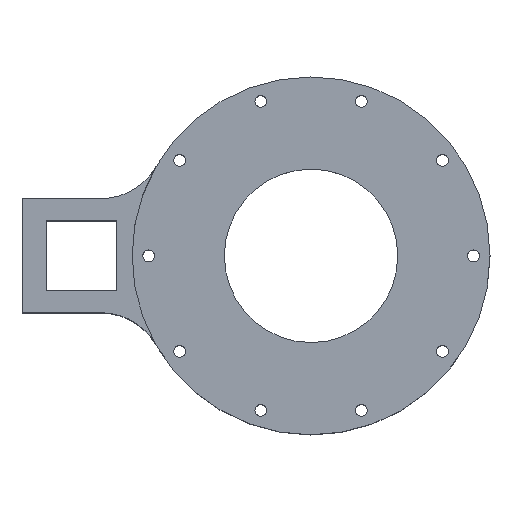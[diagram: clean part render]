
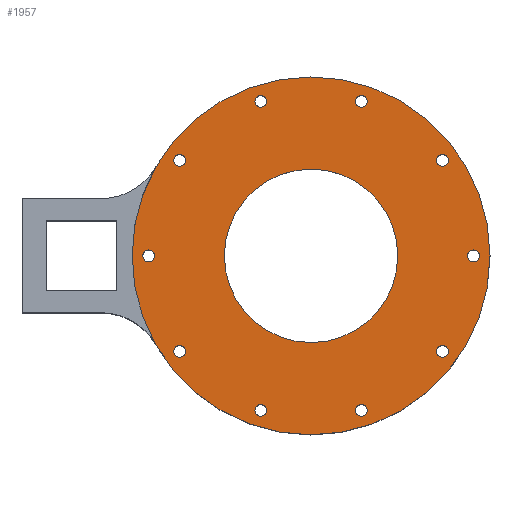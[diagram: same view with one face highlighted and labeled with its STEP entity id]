
A CAD part, top view. The second image highlights one B-rep face of the part: STEP entity #1957.
In plain terms, the highlighted planar face has unit normal (0, 0, 1).
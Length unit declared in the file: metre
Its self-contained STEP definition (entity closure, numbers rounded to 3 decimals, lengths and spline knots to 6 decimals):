
#251=ORIENTED_EDGE('',*,*,#791,.T.);
#252=ORIENTED_EDGE('',*,*,#792,.F.);
#253=ORIENTED_EDGE('',*,*,#793,.F.);
#254=ORIENTED_EDGE('',*,*,#794,.F.);
#255=ORIENTED_EDGE('',*,*,#795,.F.);
#256=ORIENTED_EDGE('',*,*,#796,.F.);
#257=ORIENTED_EDGE('',*,*,#797,.F.);
#258=ORIENTED_EDGE('',*,*,#798,.F.);
#259=ORIENTED_EDGE('',*,*,#799,.F.);
#260=ORIENTED_EDGE('',*,*,#800,.F.);
#261=ORIENTED_EDGE('',*,*,#801,.F.);
#262=ORIENTED_EDGE('',*,*,#802,.F.);
#263=ORIENTED_EDGE('',*,*,#803,.F.);
#791=EDGE_CURVE('',#1061,#1061,#1267,.T.);
#792=EDGE_CURVE('',#1062,#1062,#1268,.F.);
#793=EDGE_CURVE('',#1063,#1063,#1269,.F.);
#794=EDGE_CURVE('',#1064,#1064,#1270,.F.);
#795=EDGE_CURVE('',#1065,#1065,#1271,.F.);
#796=EDGE_CURVE('',#1066,#1066,#1272,.F.);
#797=EDGE_CURVE('',#1067,#1067,#1273,.F.);
#798=EDGE_CURVE('',#1068,#1068,#1274,.F.);
#799=EDGE_CURVE('',#1069,#1069,#1275,.F.);
#800=EDGE_CURVE('',#1070,#1070,#1276,.F.);
#801=EDGE_CURVE('',#1071,#1071,#1277,.F.);
#802=EDGE_CURVE('',#1072,#1073,#1278,.T.);
#803=EDGE_CURVE('',#1073,#1072,#1279,.T.);
#1061=VERTEX_POINT('',#3113);
#1062=VERTEX_POINT('',#3115);
#1063=VERTEX_POINT('',#3117);
#1064=VERTEX_POINT('',#3119);
#1065=VERTEX_POINT('',#3121);
#1066=VERTEX_POINT('',#3123);
#1067=VERTEX_POINT('',#3125);
#1068=VERTEX_POINT('',#3127);
#1069=VERTEX_POINT('',#3129);
#1070=VERTEX_POINT('',#3131);
#1071=VERTEX_POINT('',#3133);
#1072=VERTEX_POINT('',#3135);
#1073=VERTEX_POINT('',#3136);
#1267=CIRCLE('',#2092,0.0315);
#1268=CIRCLE('',#2093,0.00215);
#1269=CIRCLE('',#2094,0.00215);
#1270=CIRCLE('',#2095,0.00215);
#1271=CIRCLE('',#2096,0.00215);
#1272=CIRCLE('',#2097,0.00215);
#1273=CIRCLE('',#2098,0.00215);
#1274=CIRCLE('',#2099,0.00215);
#1275=CIRCLE('',#2100,0.00215);
#1276=CIRCLE('',#2101,0.00215);
#1277=CIRCLE('',#2102,0.00215);
#1278=CIRCLE('',#2103,0.065);
#1279=CIRCLE('',#2104,0.065);
#1459=EDGE_LOOP('',(#251));
#1460=EDGE_LOOP('',(#252));
#1461=EDGE_LOOP('',(#253));
#1462=EDGE_LOOP('',(#254));
#1463=EDGE_LOOP('',(#255));
#1464=EDGE_LOOP('',(#256));
#1465=EDGE_LOOP('',(#257));
#1466=EDGE_LOOP('',(#258));
#1467=EDGE_LOOP('',(#259));
#1468=EDGE_LOOP('',(#260));
#1469=EDGE_LOOP('',(#261));
#1470=EDGE_LOOP('',(#262,#263));
#1689=FACE_BOUND('',#1459,.T.);
#1690=FACE_BOUND('',#1460,.T.);
#1691=FACE_BOUND('',#1461,.T.);
#1692=FACE_BOUND('',#1462,.T.);
#1693=FACE_BOUND('',#1463,.T.);
#1694=FACE_BOUND('',#1464,.T.);
#1695=FACE_BOUND('',#1465,.T.);
#1696=FACE_BOUND('',#1466,.T.);
#1697=FACE_BOUND('',#1467,.T.);
#1698=FACE_BOUND('',#1468,.T.);
#1699=FACE_BOUND('',#1469,.T.);
#1700=FACE_BOUND('',#1470,.T.);
#1919=PLANE('',#2091);
#1957=ADVANCED_FACE('',(#1689,#1690,#1691,#1692,#1693,#1694,#1695,#1696,
#1697,#1698,#1699,#1700),#1919,.F.);
#2091=AXIS2_PLACEMENT_3D('',#3111,#2406,#2407);
#2092=AXIS2_PLACEMENT_3D('',#3112,#2408,#2409);
#2093=AXIS2_PLACEMENT_3D('',#3114,#2410,#2411);
#2094=AXIS2_PLACEMENT_3D('',#3116,#2412,#2413);
#2095=AXIS2_PLACEMENT_3D('',#3118,#2414,#2415);
#2096=AXIS2_PLACEMENT_3D('',#3120,#2416,#2417);
#2097=AXIS2_PLACEMENT_3D('',#3122,#2418,#2419);
#2098=AXIS2_PLACEMENT_3D('',#3124,#2420,#2421);
#2099=AXIS2_PLACEMENT_3D('',#3126,#2422,#2423);
#2100=AXIS2_PLACEMENT_3D('',#3128,#2424,#2425);
#2101=AXIS2_PLACEMENT_3D('',#3130,#2426,#2427);
#2102=AXIS2_PLACEMENT_3D('',#3132,#2428,#2429);
#2103=AXIS2_PLACEMENT_3D('',#3134,#2430,#2431);
#2104=AXIS2_PLACEMENT_3D('',#3137,#2432,#2433);
#2406=DIRECTION('',(0.,0.,-1.));
#2407=DIRECTION('',(1.,0.,0.));
#2408=DIRECTION('',(0.,0.,-1.));
#2409=DIRECTION('',(-1.,0.,0.));
#2410=DIRECTION('',(0.,0.,-1.));
#2411=DIRECTION('',(-1.,0.,0.));
#2412=DIRECTION('',(0.,0.,-1.));
#2413=DIRECTION('',(-1.,0.,0.));
#2414=DIRECTION('',(0.,0.,-1.));
#2415=DIRECTION('',(-1.,0.,0.));
#2416=DIRECTION('',(0.,0.,-1.));
#2417=DIRECTION('',(-1.,0.,0.));
#2418=DIRECTION('',(0.,0.,-1.));
#2419=DIRECTION('',(-1.,0.,0.));
#2420=DIRECTION('',(0.,0.,-1.));
#2421=DIRECTION('',(-1.,0.,0.));
#2422=DIRECTION('',(0.,0.,-1.));
#2423=DIRECTION('',(-1.,0.,0.));
#2424=DIRECTION('',(0.,0.,-1.));
#2425=DIRECTION('',(-1.,0.,0.));
#2426=DIRECTION('',(0.,0.,-1.));
#2427=DIRECTION('',(-1.,0.,0.));
#2428=DIRECTION('',(0.,0.,-1.));
#2429=DIRECTION('',(-1.,0.,0.));
#2430=DIRECTION('',(0.,0.,-1.));
#2431=DIRECTION('',(-1.,0.,0.));
#2432=DIRECTION('',(0.,0.,-1.));
#2433=DIRECTION('',(-1.,0.,0.));
#3111=CARTESIAN_POINT('',(0.,0.,0.028));
#3112=CARTESIAN_POINT('',(0.,0.,0.028));
#3113=CARTESIAN_POINT('',(-0.0315,0.,0.028));
#3114=CARTESIAN_POINT('',(-0.047732,0.034679,0.028));
#3115=CARTESIAN_POINT('',(-0.049882,0.034679,0.028));
#3116=CARTESIAN_POINT('',(-0.018232,0.056112,0.028));
#3117=CARTESIAN_POINT('',(-0.020382,0.056112,0.028));
#3118=CARTESIAN_POINT('',(0.018232,0.056112,0.028));
#3119=CARTESIAN_POINT('',(0.016082,0.056112,0.028));
#3120=CARTESIAN_POINT('',(0.047732,0.034679,0.028));
#3121=CARTESIAN_POINT('',(0.045582,0.034679,0.028));
#3122=CARTESIAN_POINT('',(0.059,0.,0.028));
#3123=CARTESIAN_POINT('',(0.05685,0.,0.028));
#3124=CARTESIAN_POINT('',(0.047732,-0.034679,0.028));
#3125=CARTESIAN_POINT('',(0.045582,-0.034679,0.028));
#3126=CARTESIAN_POINT('',(0.018232,-0.056112,0.028));
#3127=CARTESIAN_POINT('',(0.016082,-0.056112,0.028));
#3128=CARTESIAN_POINT('',(-0.018232,-0.056112,0.028));
#3129=CARTESIAN_POINT('',(-0.020382,-0.056112,0.028));
#3130=CARTESIAN_POINT('',(-0.047732,-0.034679,0.028));
#3131=CARTESIAN_POINT('',(-0.049882,-0.034679,0.028));
#3132=CARTESIAN_POINT('',(-0.059,0.,0.028));
#3133=CARTESIAN_POINT('',(-0.06115,0.,0.028));
#3134=CARTESIAN_POINT('',(0.,0.,0.028));
#3135=CARTESIAN_POINT('',(-0.056443,-0.032237,0.028));
#3136=CARTESIAN_POINT('',(-0.056443,0.032237,0.028));
#3137=CARTESIAN_POINT('',(0.,0.,0.028));
